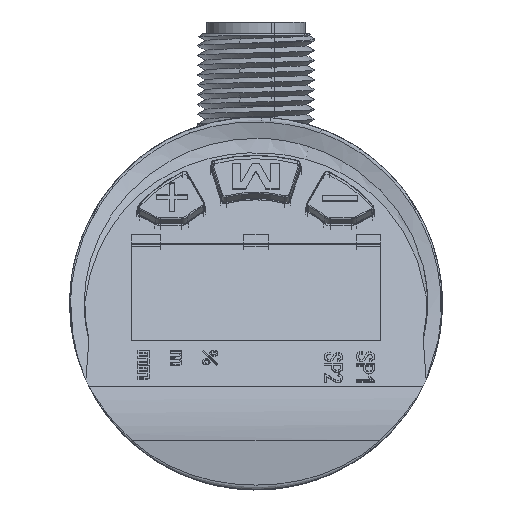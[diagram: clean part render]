
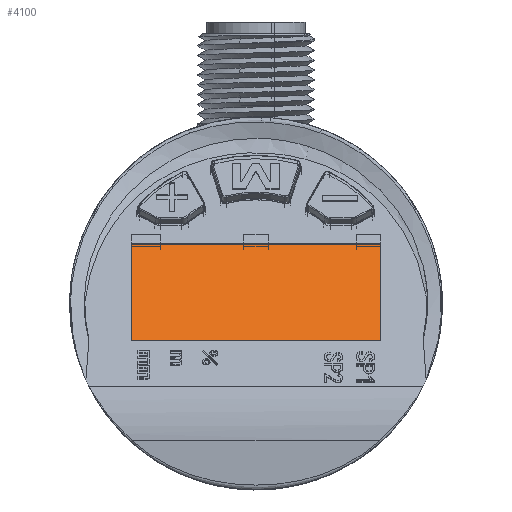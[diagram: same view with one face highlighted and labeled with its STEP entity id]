
A CAD part, left-side view. The second image highlights one B-rep face of the part: STEP entity #4100.
In plain terms, the highlighted planar face has unit normal (-0.809, 0, 0.588).
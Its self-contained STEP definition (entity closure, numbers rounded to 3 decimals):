
#1108=FACE_OUTER_BOUND('',#5342,.T.);
#1864=LINE('',#22488,#2692);
#1866=LINE('',#22492,#2694);
#1868=LINE('',#22496,#2696);
#1870=LINE('',#22500,#2698);
#2692=VECTOR('',#15402,1.);
#2694=VECTOR('',#15406,1.);
#2696=VECTOR('',#15410,1.);
#2698=VECTOR('',#15414,1.);
#3658=PLANE('',#13646);
#4100=ADVANCED_FACE('',(#1108),#3658,.F.);
#5342=EDGE_LOOP('',(#7179,#7180,#7181,#7182));
#7179=ORIENTED_EDGE('',*,*,#11654,.T.);
#7180=ORIENTED_EDGE('',*,*,#11660,.T.);
#7181=ORIENTED_EDGE('',*,*,#11658,.T.);
#7182=ORIENTED_EDGE('',*,*,#11656,.T.);
#10238=VERTEX_POINT('',#22487);
#10239=VERTEX_POINT('',#22489);
#10240=VERTEX_POINT('',#22493);
#10241=VERTEX_POINT('',#22497);
#11654=EDGE_CURVE('',#10239,#10238,#1864,.T.);
#11656=EDGE_CURVE('',#10240,#10239,#1866,.T.);
#11658=EDGE_CURVE('',#10241,#10240,#1868,.T.);
#11660=EDGE_CURVE('',#10238,#10241,#1870,.T.);
#13646=AXIS2_PLACEMENT_3D('',#22502,#15417,#15418);
#15402=DIRECTION('',(0.588,0.,0.809));
#15406=DIRECTION('',(0.,-1.,0.));
#15410=DIRECTION('',(-0.588,0.,-0.809));
#15414=DIRECTION('',(0.,1.,0.));
#15417=DIRECTION('',(0.809,0.,-0.588));
#15418=DIRECTION('',(-0.588,0.,-0.809));
#22487=CARTESIAN_POINT('',(-17.206,7.814,-14.446));
#22488=CARTESIAN_POINT('',(-17.206,7.814,-14.446));
#22489=CARTESIAN_POINT('',(-24.377,7.814,-24.316));
#22492=CARTESIAN_POINT('',(-24.377,7.814,-24.316));
#22493=CARTESIAN_POINT('',(-24.377,33.214,-24.316));
#22496=CARTESIAN_POINT('',(-24.377,33.214,-24.316));
#22497=CARTESIAN_POINT('',(-17.206,33.214,-14.446));
#22500=CARTESIAN_POINT('',(-17.206,33.214,-14.446));
#22502=CARTESIAN_POINT('',(-15.78,38.514,-12.483));
